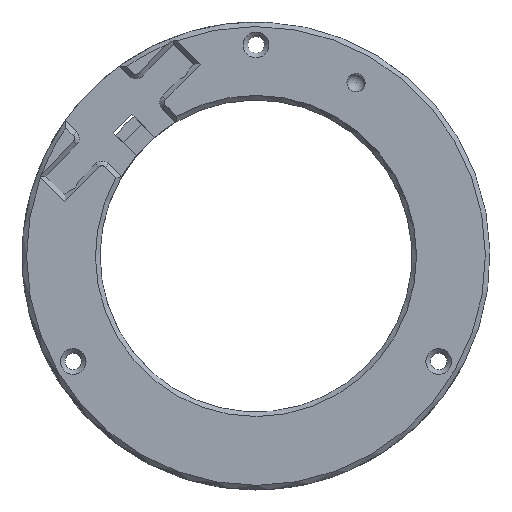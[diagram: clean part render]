
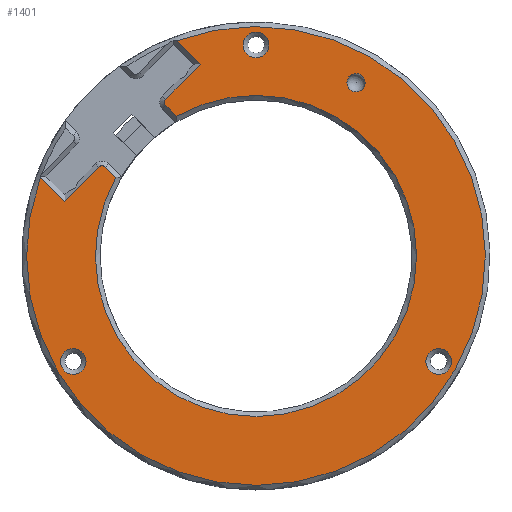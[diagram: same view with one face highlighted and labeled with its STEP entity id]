
A CAD part, top view. The second image highlights one B-rep face of the part: STEP entity #1401.
In plain terms, the highlighted face is planar.
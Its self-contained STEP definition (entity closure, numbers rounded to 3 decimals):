
#91=CIRCLE('',#1502,1.);
#92=CIRCLE('',#1503,1.4);
#93=CIRCLE('',#1504,1.4);
#94=CIRCLE('',#1505,17.5);
#95=CIRCLE('',#1506,0.5);
#96=CIRCLE('',#1507,25.);
#97=CIRCLE('',#1508,0.5);
#98=CIRCLE('',#1509,1.4);
#180=ORIENTED_EDGE('',*,*,#604,.T.);
#181=ORIENTED_EDGE('',*,*,#605,.T.);
#182=ORIENTED_EDGE('',*,*,#606,.T.);
#183=ORIENTED_EDGE('',*,*,#607,.T.);
#184=ORIENTED_EDGE('',*,*,#608,.T.);
#185=ORIENTED_EDGE('',*,*,#609,.T.);
#186=ORIENTED_EDGE('',*,*,#610,.T.);
#187=ORIENTED_EDGE('',*,*,#611,.T.);
#188=ORIENTED_EDGE('',*,*,#612,.T.);
#189=ORIENTED_EDGE('',*,*,#613,.T.);
#190=ORIENTED_EDGE('',*,*,#614,.T.);
#191=ORIENTED_EDGE('',*,*,#615,.T.);
#192=ORIENTED_EDGE('',*,*,#616,.T.);
#193=ORIENTED_EDGE('',*,*,#617,.T.);
#604=EDGE_CURVE('',#816,#816,#91,.T.);
#605=EDGE_CURVE('',#817,#817,#92,.T.);
#606=EDGE_CURVE('',#818,#818,#93,.T.);
#607=EDGE_CURVE('',#819,#820,#954,.T.);
#608=EDGE_CURVE('',#820,#821,#94,.T.);
#609=EDGE_CURVE('',#821,#822,#955,.T.);
#610=EDGE_CURVE('',#822,#823,#95,.F.);
#611=EDGE_CURVE('',#823,#824,#956,.T.);
#612=EDGE_CURVE('',#824,#825,#957,.T.);
#613=EDGE_CURVE('',#825,#826,#96,.F.);
#614=EDGE_CURVE('',#826,#827,#958,.T.);
#615=EDGE_CURVE('',#827,#828,#959,.T.);
#616=EDGE_CURVE('',#828,#819,#97,.F.);
#617=EDGE_CURVE('',#829,#829,#98,.T.);
#816=VERTEX_POINT('',#2138);
#817=VERTEX_POINT('',#2140);
#818=VERTEX_POINT('',#2142);
#819=VERTEX_POINT('',#2144);
#820=VERTEX_POINT('',#2145);
#821=VERTEX_POINT('',#2147);
#822=VERTEX_POINT('',#2149);
#823=VERTEX_POINT('',#2151);
#824=VERTEX_POINT('',#2153);
#825=VERTEX_POINT('',#2155);
#826=VERTEX_POINT('',#2157);
#827=VERTEX_POINT('',#2159);
#828=VERTEX_POINT('',#2161);
#829=VERTEX_POINT('',#2164);
#954=LINE('',#2143,#1055);
#955=LINE('',#2148,#1056);
#956=LINE('',#2152,#1057);
#957=LINE('',#2154,#1058);
#958=LINE('',#2158,#1059);
#959=LINE('',#2160,#1060);
#1055=VECTOR('',#1691,1000.);
#1056=VECTOR('',#1694,1000.);
#1057=VECTOR('',#1697,1000.);
#1058=VECTOR('',#1698,1000.);
#1059=VECTOR('',#1701,1000.);
#1060=VECTOR('',#1702,1000.);
#1155=EDGE_LOOP('',(#180));
#1156=EDGE_LOOP('',(#181));
#1157=EDGE_LOOP('',(#182));
#1158=EDGE_LOOP('',(#183,#184,#185,#186,#187,#188,#189,#190,#191,#192));
#1159=EDGE_LOOP('',(#193));
#1257=FACE_BOUND('',#1155,.T.);
#1258=FACE_BOUND('',#1156,.T.);
#1259=FACE_BOUND('',#1157,.T.);
#1260=FACE_BOUND('',#1158,.T.);
#1261=FACE_BOUND('',#1159,.T.);
#1359=PLANE('',#1501);
#1401=ADVANCED_FACE('',(#1257,#1258,#1259,#1260,#1261),#1359,.F.);
#1501=AXIS2_PLACEMENT_3D('',#2136,#1683,#1684);
#1502=AXIS2_PLACEMENT_3D('',#2137,#1685,#1686);
#1503=AXIS2_PLACEMENT_3D('',#2139,#1687,#1688);
#1504=AXIS2_PLACEMENT_3D('',#2141,#1689,#1690);
#1505=AXIS2_PLACEMENT_3D('',#2146,#1692,#1693);
#1506=AXIS2_PLACEMENT_3D('',#2150,#1695,#1696);
#1507=AXIS2_PLACEMENT_3D('',#2156,#1699,#1700);
#1508=AXIS2_PLACEMENT_3D('',#2162,#1703,#1704);
#1509=AXIS2_PLACEMENT_3D('',#2163,#1705,#1706);
#1683=DIRECTION('',(0.,0.,1.));
#1684=DIRECTION('',(1.,0.,0.));
#1685=DIRECTION('',(0.,0.,1.));
#1686=DIRECTION('',(-0.71,-0.704,0.));
#1687=DIRECTION('',(0.,0.,1.));
#1688=DIRECTION('',(1.,0.,0.));
#1689=DIRECTION('',(0.,0.,1.));
#1690=DIRECTION('',(1.,0.,0.));
#1691=DIRECTION('',(-0.71,-0.704,0.));
#1692=DIRECTION('',(0.,0.,1.));
#1693=DIRECTION('',(1.,0.,0.));
#1694=DIRECTION('',(0.71,0.704,0.));
#1695=DIRECTION('',(0.,0.,1.));
#1696=DIRECTION('',(1.,0.,0.));
#1697=DIRECTION('',(0.702,-0.712,0.));
#1698=DIRECTION('',(0.721,0.693,0.));
#1699=DIRECTION('',(0.,0.,1.));
#1700=DIRECTION('',(1.,0.,0.));
#1701=DIRECTION('',(-0.721,-0.693,0.));
#1702=DIRECTION('',(0.702,-0.712,0.));
#1703=DIRECTION('',(0.,0.,1.));
#1704=DIRECTION('',(1.,0.,0.));
#1705=DIRECTION('',(0.,0.,1.));
#1706=DIRECTION('',(1.,0.,0.));
#2136=CARTESIAN_POINT('',(0.,0.,0.));
#2137=CARTESIAN_POINT('',(-10.9,18.879,0.));
#2138=CARTESIAN_POINT('',(-11.61,18.175,0.));
#2139=CARTESIAN_POINT('',(19.919,-11.5,0.));
#2140=CARTESIAN_POINT('',(21.319,-11.5,0.));
#2141=CARTESIAN_POINT('',(-19.919,-11.5,0.));
#2142=CARTESIAN_POINT('',(-18.519,-11.5,0.));
#2143=CARTESIAN_POINT('',(-3.31,3.336,0.));
#2144=CARTESIAN_POINT('',(9.825,16.369,0.));
#2145=CARTESIAN_POINT('',(8.656,15.209,0.));
#2146=CARTESIAN_POINT('',(0.,0.,0.));
#2147=CARTESIAN_POINT('',(15.277,8.536,0.));
#2148=CARTESIAN_POINT('',(3.31,-3.336,0.));
#2149=CARTESIAN_POINT('',(16.427,9.677,0.));
#2150=CARTESIAN_POINT('',(16.779,9.323,0.));
#2151=CARTESIAN_POINT('',(17.135,9.674,0.));
#2152=CARTESIAN_POINT('',(20.472,6.292,0.));
#2153=CARTESIAN_POINT('',(20.819,5.941,0.));
#2154=CARTESIAN_POINT('',(7.035,-7.315,0.));
#2155=CARTESIAN_POINT('',(23.503,8.522,0.));
#2156=CARTESIAN_POINT('',(0.,0.,0.));
#2157=CARTESIAN_POINT('',(8.712,23.433,0.));
#2158=CARTESIAN_POINT('',(6.431,21.239,0.));
#2159=CARTESIAN_POINT('',(6.065,20.888,0.));
#2160=CARTESIAN_POINT('',(13.515,13.341,0.));
#2161=CARTESIAN_POINT('',(9.829,17.075,0.));
#2162=CARTESIAN_POINT('',(9.473,16.724,0.));
#2163=CARTESIAN_POINT('',(0.,23.,0.));
#2164=CARTESIAN_POINT('',(1.4,23.,0.));
